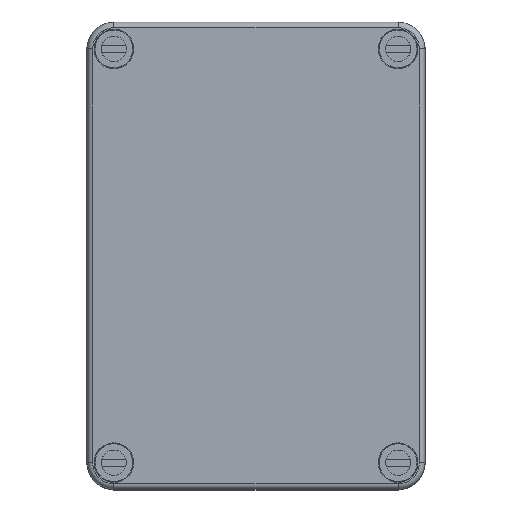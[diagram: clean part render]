
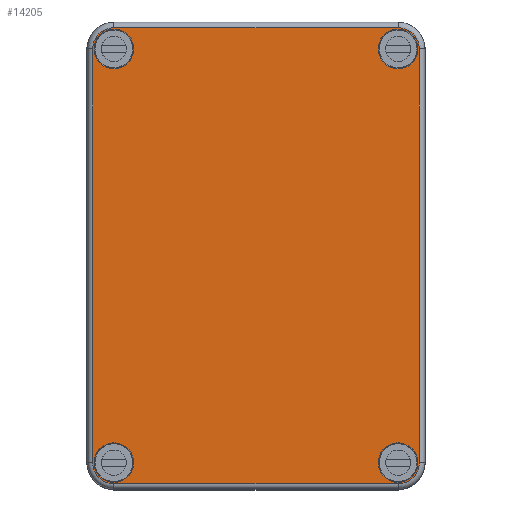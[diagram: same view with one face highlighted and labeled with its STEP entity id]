
A CAD part, top view. The second image highlights one B-rep face of the part: STEP entity #14205.
In plain terms, the highlighted planar face has unit normal (0, 0, 1).
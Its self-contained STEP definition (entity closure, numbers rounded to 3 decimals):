
#4 = CARTESIAN_POINT ( 'NONE',  ( 39.5, -57.5, 15. ) ) ;
#78 = DIRECTION ( 'NONE',  ( -1., 0., 0. ) ) ;
#204 = ORIENTED_EDGE ( 'NONE', *, *, #15587, .T. ) ;
#615 = DIRECTION ( 'NONE',  ( 0., 0., -1. ) ) ;
#757 = CARTESIAN_POINT ( 'NONE',  ( 45., -57.5, 15. ) ) ;
#835 = CARTESIAN_POINT ( 'NONE',  ( -45.382, 57.5, 15. ) ) ;
#867 = DIRECTION ( 'NONE',  ( 0., 0., -1. ) ) ;
#1013 = ORIENTED_EDGE ( 'NONE', *, *, #16139, .T. ) ;
#1261 = AXIS2_PLACEMENT_3D ( 'NONE', #8568, #21972, #10523 ) ;
#1571 = CIRCLE ( 'NONE', #20567, 5.5 ) ;
#1573 = DIRECTION ( 'NONE',  ( 0., 0., -1. ) ) ;
#1583 = ORIENTED_EDGE ( 'NONE', *, *, #10380, .T. ) ;
#1921 = DIRECTION ( 'NONE',  ( -1., 0., 0. ) ) ;
#1985 = AXIS2_PLACEMENT_3D ( 'NONE', #20721, #9227, #22622 ) ;
#2161 = EDGE_LOOP ( 'NONE', ( #204, #1013 ) ) ;
#2203 = CIRCLE ( 'NONE', #1985, 5.5 ) ;
#2228 = CIRCLE ( 'NONE', #1261, 5.882 ) ;
#2475 = AXIS2_PLACEMENT_3D ( 'NONE', #22004, #10560, #23930 ) ;
#3174 = VERTEX_POINT ( 'NONE', #20890 ) ;
#3549 = CARTESIAN_POINT ( 'NONE',  ( -39.5, -57.5, 15. ) ) ;
#3603 = VERTEX_POINT ( 'NONE', #8958 ) ;
#3733 = CARTESIAN_POINT ( 'NONE',  ( -45.382, -57.5, 15. ) ) ;
#4111 = LINE ( 'NONE', #18643, #24464 ) ;
#4141 = CARTESIAN_POINT ( 'NONE',  ( -34., -57.5, 15. ) ) ;
#4313 = CIRCLE ( 'NONE', #8265, 5.882 ) ;
#4620 = ORIENTED_EDGE ( 'NONE', *, *, #20480, .T. ) ;
#4679 = FACE_OUTER_BOUND ( 'NONE', #13012, .T. ) ;
#4821 = DIRECTION ( 'NONE',  ( -1., 0., 0. ) ) ;
#5005 = ORIENTED_EDGE ( 'NONE', *, *, #18228, .F. ) ;
#5084 = EDGE_CURVE ( 'NONE', #20118, #5315, #11697, .T. ) ;
#5136 = CARTESIAN_POINT ( 'NONE',  ( -39.5, 63.382, 15. ) ) ;
#5140 = CARTESIAN_POINT ( 'NONE',  ( 34., 57.5, 15. ) ) ;
#5315 = VERTEX_POINT ( 'NONE', #757 ) ;
#5400 = EDGE_CURVE ( 'NONE', #21246, #3174, #10190, .T. ) ;
#5489 = DIRECTION ( 'NONE',  ( -1., 0., 0. ) ) ;
#5514 = EDGE_CURVE ( 'NONE', #5315, #20118, #16737, .T. ) ;
#5911 = AXIS2_PLACEMENT_3D ( 'NONE', #19091, #7632, #21041 ) ;
#5996 = ORIENTED_EDGE ( 'NONE', *, *, #5400, .T. ) ;
#6144 = DIRECTION ( 'NONE',  ( 0., 0., -1. ) ) ;
#6569 = ORIENTED_EDGE ( 'NONE', *, *, #5514, .T. ) ;
#7035 = VECTOR ( 'NONE', #19893, 1000. ) ;
#7188 = DIRECTION ( 'NONE',  ( 0., -1., 0. ) ) ;
#7632 = DIRECTION ( 'NONE',  ( 0., 0., -1. ) ) ;
#7855 = VERTEX_POINT ( 'NONE', #5136 ) ;
#7986 = LINE ( 'NONE', #11524, #17557 ) ;
#8265 = AXIS2_PLACEMENT_3D ( 'NONE', #21948, #10494, #23872 ) ;
#8320 = CARTESIAN_POINT ( 'NONE',  ( 34., -57.5, 15. ) ) ;
#8326 = EDGE_CURVE ( 'NONE', #22796, #15677, #12715, .T. ) ;
#8568 = CARTESIAN_POINT ( 'NONE',  ( -39.5, 57.5, 15. ) ) ;
#8885 = ORIENTED_EDGE ( 'NONE', *, *, #16904, .F. ) ;
#8958 = CARTESIAN_POINT ( 'NONE',  ( 45.382, -57.5, 15. ) ) ;
#9125 = FACE_BOUND ( 'NONE', #11710, .T. ) ;
#9159 = CARTESIAN_POINT ( 'NONE',  ( -45., -57.5, 15. ) ) ;
#9226 = CARTESIAN_POINT ( 'NONE',  ( 39.5, -63.382, 15. ) ) ;
#9227 = DIRECTION ( 'NONE',  ( 0., 0., -1. ) ) ;
#9352 = AXIS2_PLACEMENT_3D ( 'NONE', #12312, #867, #14233 ) ;
#10055 = VERTEX_POINT ( 'NONE', #9226 ) ;
#10138 = CARTESIAN_POINT ( 'NONE',  ( 39.5, 63.382, 15. ) ) ;
#10190 = CIRCLE ( 'NONE', #10640, 5.5 ) ;
#10288 = CARTESIAN_POINT ( 'NONE',  ( 39.5, 57.5, 15. ) ) ;
#10380 = EDGE_CURVE ( 'NONE', #10055, #3603, #4313, .T. ) ;
#10469 = ORIENTED_EDGE ( 'NONE', *, *, #5084, .T. ) ;
#10494 = DIRECTION ( 'NONE',  ( 0., 0., 1. ) ) ;
#10505 = AXIS2_PLACEMENT_3D ( 'NONE', #13005, #1573, #14932 ) ;
#10523 = DIRECTION ( 'NONE',  ( 1., 0., 0. ) ) ;
#10560 = DIRECTION ( 'NONE',  ( 0., 0., -1. ) ) ;
#10640 = AXIS2_PLACEMENT_3D ( 'NONE', #12057, #615, #13970 ) ;
#10802 = EDGE_CURVE ( 'NONE', #10055, #15080, #19534, .T. ) ;
#10871 = CARTESIAN_POINT ( 'NONE',  ( 45.382, 57.5, 15. ) ) ;
#11166 = ORIENTED_EDGE ( 'NONE', *, *, #23495, .T. ) ;
#11245 = ORIENTED_EDGE ( 'NONE', *, *, #8326, .T. ) ;
#11254 = AXIS2_PLACEMENT_3D ( 'NONE', #12413, #16255, #4821 ) ;
#11383 = EDGE_LOOP ( 'NONE', ( #4620, #11166 ) ) ;
#11524 = CARTESIAN_POINT ( 'NONE',  ( 39.5, 63.382, 15. ) ) ;
#11697 = CIRCLE ( 'NONE', #20559, 5.5 ) ;
#11710 = EDGE_LOOP ( 'NONE', ( #6569, #10469 ) ) ;
#12057 = CARTESIAN_POINT ( 'NONE',  ( -39.5, 57.5, 15. ) ) ;
#12199 = DIRECTION ( 'NONE',  ( -1., 0., 0. ) ) ;
#12312 = CARTESIAN_POINT ( 'NONE',  ( -39.5, -57.5, 15. ) ) ;
#12388 = VERTEX_POINT ( 'NONE', #4141 ) ;
#12398 = AXIS2_PLACEMENT_3D ( 'NONE', #17569, #6144, #19511 ) ;
#12413 = CARTESIAN_POINT ( 'NONE',  ( -45.382, 57.5, 15. ) ) ;
#12715 = LINE ( 'NONE', #835, #7035 ) ;
#12716 = CARTESIAN_POINT ( 'NONE',  ( 45., 57.5, 15. ) ) ;
#13005 = CARTESIAN_POINT ( 'NONE',  ( 39.5, 57.5, 15. ) ) ;
#13012 = EDGE_LOOP ( 'NONE', ( #1583, #5005, #8885, #21753, #14128, #11245, #21515, #13509 ) ) ;
#13351 = DIRECTION ( 'NONE',  ( 0., 0., -1. ) ) ;
#13470 = CIRCLE ( 'NONE', #13507, 5.882 ) ;
#13507 = AXIS2_PLACEMENT_3D ( 'NONE', #10288, #23668, #12199 ) ;
#13509 = ORIENTED_EDGE ( 'NONE', *, *, #10802, .F. ) ;
#13622 = FACE_BOUND ( 'NONE', #11383, .T. ) ;
#13970 = DIRECTION ( 'NONE',  ( -1., 0., 0. ) ) ;
#14089 = CIRCLE ( 'NONE', #9352, 5.882 ) ;
#14128 = ORIENTED_EDGE ( 'NONE', *, *, #20193, .T. ) ;
#14205 = ADVANCED_FACE ( 'NONE', ( #9125, #13622, #4679, #23209, #18107 ), #14326, .F. ) ;
#14233 = DIRECTION ( 'NONE',  ( -1., 0., 0. ) ) ;
#14326 = PLANE ( 'NONE',  #11254 ) ;
#14434 = VECTOR ( 'NONE', #15088, 1000. ) ;
#14932 = DIRECTION ( 'NONE',  ( -1., 0., 0. ) ) ;
#15080 = VERTEX_POINT ( 'NONE', #22974 ) ;
#15088 = DIRECTION ( 'NONE',  ( -1., 0., 0. ) ) ;
#15375 = CARTESIAN_POINT ( 'NONE',  ( -34., 57.5, 15. ) ) ;
#15587 = EDGE_CURVE ( 'NONE', #12388, #21710, #2203, .T. ) ;
#15677 = VERTEX_POINT ( 'NONE', #3733 ) ;
#16139 = EDGE_CURVE ( 'NONE', #21710, #12388, #1571, .T. ) ;
#16255 = DIRECTION ( 'NONE',  ( 0., 0., -1. ) ) ;
#16737 = CIRCLE ( 'NONE', #2475, 5.5 ) ;
#16904 = EDGE_CURVE ( 'NONE', #24431, #19862, #13470, .T. ) ;
#16909 = DIRECTION ( 'NONE',  ( 0., 0., -1. ) ) ;
#17079 = CIRCLE ( 'NONE', #12398, 5.5 ) ;
#17168 = EDGE_LOOP ( 'NONE', ( #5996, #18226 ) ) ;
#17557 = VECTOR ( 'NONE', #78, 1000. ) ;
#17569 = CARTESIAN_POINT ( 'NONE',  ( -39.5, 57.5, 15. ) ) ;
#18107 = FACE_BOUND ( 'NONE', #2161, .T. ) ;
#18226 = ORIENTED_EDGE ( 'NONE', *, *, #22517, .T. ) ;
#18228 = EDGE_CURVE ( 'NONE', #19862, #3603, #4111, .T. ) ;
#18643 = CARTESIAN_POINT ( 'NONE',  ( 45.382, 57.5, 15. ) ) ;
#19091 = CARTESIAN_POINT ( 'NONE',  ( 39.5, 57.5, 15. ) ) ;
#19511 = DIRECTION ( 'NONE',  ( -1., 0., 0. ) ) ;
#19534 = LINE ( 'NONE', #24556, #14434 ) ;
#19862 = VERTEX_POINT ( 'NONE', #10871 ) ;
#19893 = DIRECTION ( 'NONE',  ( 0., -1., 0. ) ) ;
#20118 = VERTEX_POINT ( 'NONE', #8320 ) ;
#20193 = EDGE_CURVE ( 'NONE', #7855, #22796, #2228, .T. ) ;
#20334 = CARTESIAN_POINT ( 'NONE',  ( -45.382, 57.5, 15. ) ) ;
#20480 = EDGE_CURVE ( 'NONE', #24207, #22782, #22247, .T. ) ;
#20559 = AXIS2_PLACEMENT_3D ( 'NONE', #4, #13351, #1921 ) ;
#20567 = AXIS2_PLACEMENT_3D ( 'NONE', #3549, #16909, #5489 ) ;
#20721 = CARTESIAN_POINT ( 'NONE',  ( -39.5, -57.5, 15. ) ) ;
#20890 = CARTESIAN_POINT ( 'NONE',  ( -45., 57.5, 15. ) ) ;
#21041 = DIRECTION ( 'NONE',  ( -1., 0., 0. ) ) ;
#21246 = VERTEX_POINT ( 'NONE', #15375 ) ;
#21515 = ORIENTED_EDGE ( 'NONE', *, *, #22626, .F. ) ;
#21543 = CIRCLE ( 'NONE', #10505, 5.5 ) ;
#21710 = VERTEX_POINT ( 'NONE', #9159 ) ;
#21753 = ORIENTED_EDGE ( 'NONE', *, *, #24800, .T. ) ;
#21948 = CARTESIAN_POINT ( 'NONE',  ( 39.5, -57.5, 15. ) ) ;
#21972 = DIRECTION ( 'NONE',  ( 0., 0., 1. ) ) ;
#22004 = CARTESIAN_POINT ( 'NONE',  ( 39.5, -57.5, 15. ) ) ;
#22247 = CIRCLE ( 'NONE', #5911, 5.5 ) ;
#22517 = EDGE_CURVE ( 'NONE', #3174, #21246, #17079, .T. ) ;
#22622 = DIRECTION ( 'NONE',  ( -1., 0., 0. ) ) ;
#22626 = EDGE_CURVE ( 'NONE', #15080, #15677, #14089, .T. ) ;
#22782 = VERTEX_POINT ( 'NONE', #5140 ) ;
#22796 = VERTEX_POINT ( 'NONE', #20334 ) ;
#22974 = CARTESIAN_POINT ( 'NONE',  ( -39.5, -63.382, 15. ) ) ;
#23209 = FACE_BOUND ( 'NONE', #17168, .T. ) ;
#23495 = EDGE_CURVE ( 'NONE', #22782, #24207, #21543, .T. ) ;
#23668 = DIRECTION ( 'NONE',  ( 0., 0., -1. ) ) ;
#23872 = DIRECTION ( 'NONE',  ( 1., 0., 0. ) ) ;
#23930 = DIRECTION ( 'NONE',  ( -1., 0., 0. ) ) ;
#24207 = VERTEX_POINT ( 'NONE', #12716 ) ;
#24431 = VERTEX_POINT ( 'NONE', #10138 ) ;
#24464 = VECTOR ( 'NONE', #7188, 1000. ) ;
#24556 = CARTESIAN_POINT ( 'NONE',  ( 39.5, -63.382, 15. ) ) ;
#24800 = EDGE_CURVE ( 'NONE', #24431, #7855, #7986, .T. ) ;
